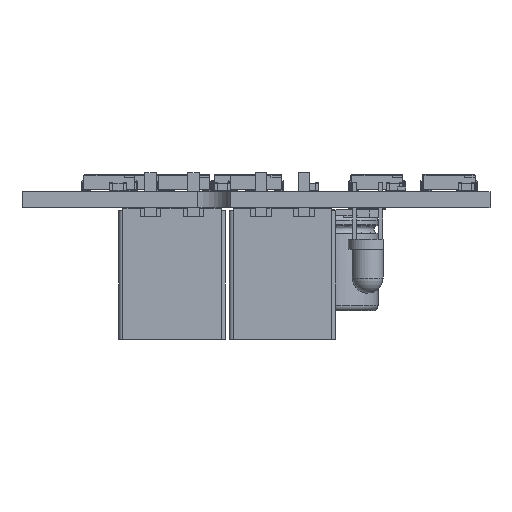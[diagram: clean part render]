
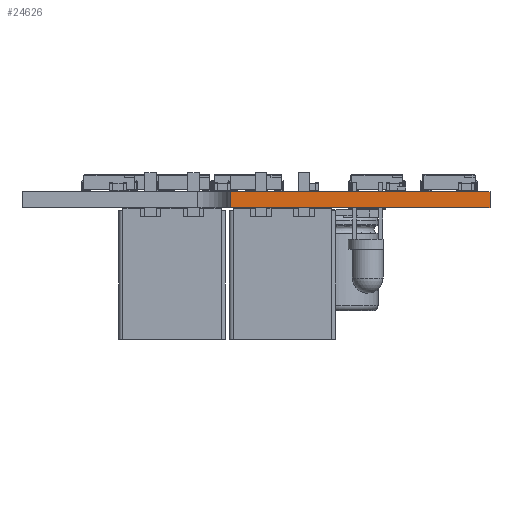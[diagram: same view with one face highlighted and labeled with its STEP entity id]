
A CAD part, front view. The second image highlights one B-rep face of the part: STEP entity #24626.
In plain terms, the highlighted planar face has unit normal (0, -1, 0).
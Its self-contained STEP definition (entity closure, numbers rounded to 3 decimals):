
#23257 = PLANE('',#23258);
#23258 = AXIS2_PLACEMENT_3D('',#23259,#23260,#23261);
#23259 = CARTESIAN_POINT('',(146.686,-99.671,1.6));
#23260 = DIRECTION('',(0.,0.,1.));
#23261 = DIRECTION('',(1.,0.,0.));
#23311 = PLANE('',#23312);
#23312 = AXIS2_PLACEMENT_3D('',#23313,#23314,#23315);
#23313 = CARTESIAN_POINT('',(146.686,-99.671,0.));
#23314 = DIRECTION('',(0.,0.,1.));
#23315 = DIRECTION('',(1.,0.,0.));
#23344 = PLANE('',#23345);
#23345 = AXIS2_PLACEMENT_3D('',#23346,#23347,#23348);
#23346 = CARTESIAN_POINT('',(162.821,-160.512,0.));
#23347 = DIRECTION('',(-1.,0.,0.));
#23348 = DIRECTION('',(0.,1.,0.));
#23589 = VERTEX_POINT('',#23590);
#23590 = CARTESIAN_POINT('',(137.421,-160.512,0.));
#23604 = PLANE('',#23605);
#23605 = AXIS2_PLACEMENT_3D('',#23606,#23607,#23608);
#23606 = CARTESIAN_POINT('',(137.421,-140.827,0.));
#23607 = DIRECTION('',(1.,0.,0.));
#23608 = DIRECTION('',(0.,-1.,0.));
#23616 = EDGE_CURVE('',#23589,#23617,#23619,.T.);
#23617 = VERTEX_POINT('',#23618);
#23618 = CARTESIAN_POINT('',(162.821,-160.512,0.));
#23619 = SURFACE_CURVE('',#23620,(#23624,#23631),.PCURVE_S1.);
#23620 = LINE('',#23621,#23622);
#23621 = CARTESIAN_POINT('',(137.421,-160.512,0.));
#23622 = VECTOR('',#23623,1.);
#23623 = DIRECTION('',(1.,0.,0.));
#23624 = PCURVE('',#23311,#23625);
#23625 = DEFINITIONAL_REPRESENTATION('',(#23626),#23630);
#23626 = LINE('',#23627,#23628);
#23627 = CARTESIAN_POINT('',(-9.265,-60.841));
#23628 = VECTOR('',#23629,1.);
#23629 = DIRECTION('',(1.,0.));
#23630 = ( GEOMETRIC_REPRESENTATION_CONTEXT(2) 
PARAMETRIC_REPRESENTATION_CONTEXT() REPRESENTATION_CONTEXT('2D SPACE',''
  ) );
#23631 = PCURVE('',#23632,#23637);
#23632 = PLANE('',#23633);
#23633 = AXIS2_PLACEMENT_3D('',#23634,#23635,#23636);
#23634 = CARTESIAN_POINT('',(137.421,-160.512,0.));
#23635 = DIRECTION('',(0.,1.,0.));
#23636 = DIRECTION('',(1.,0.,0.));
#23637 = DEFINITIONAL_REPRESENTATION('',(#23638),#23642);
#23638 = LINE('',#23639,#23640);
#23639 = CARTESIAN_POINT('',(0.,0.));
#23640 = VECTOR('',#23641,1.);
#23641 = DIRECTION('',(1.,0.));
#23642 = ( GEOMETRIC_REPRESENTATION_CONTEXT(2) 
PARAMETRIC_REPRESENTATION_CONTEXT() REPRESENTATION_CONTEXT('2D SPACE',''
  ) );
#24168 = VERTEX_POINT('',#24169);
#24169 = CARTESIAN_POINT('',(137.421,-160.512,1.6));
#24190 = EDGE_CURVE('',#24168,#24191,#24193,.T.);
#24191 = VERTEX_POINT('',#24192);
#24192 = CARTESIAN_POINT('',(162.821,-160.512,1.6));
#24193 = SURFACE_CURVE('',#24194,(#24198,#24205),.PCURVE_S1.);
#24194 = LINE('',#24195,#24196);
#24195 = CARTESIAN_POINT('',(137.421,-160.512,1.6));
#24196 = VECTOR('',#24197,1.);
#24197 = DIRECTION('',(1.,0.,0.));
#24198 = PCURVE('',#23257,#24199);
#24199 = DEFINITIONAL_REPRESENTATION('',(#24200),#24204);
#24200 = LINE('',#24201,#24202);
#24201 = CARTESIAN_POINT('',(-9.265,-60.841));
#24202 = VECTOR('',#24203,1.);
#24203 = DIRECTION('',(1.,0.));
#24204 = ( GEOMETRIC_REPRESENTATION_CONTEXT(2) 
PARAMETRIC_REPRESENTATION_CONTEXT() REPRESENTATION_CONTEXT('2D SPACE',''
  ) );
#24205 = PCURVE('',#23632,#24206);
#24206 = DEFINITIONAL_REPRESENTATION('',(#24207),#24211);
#24207 = LINE('',#24208,#24209);
#24208 = CARTESIAN_POINT('',(0.,-1.6));
#24209 = VECTOR('',#24210,1.);
#24210 = DIRECTION('',(1.,0.));
#24211 = ( GEOMETRIC_REPRESENTATION_CONTEXT(2) 
PARAMETRIC_REPRESENTATION_CONTEXT() REPRESENTATION_CONTEXT('2D SPACE',''
  ) );
#24576 = EDGE_CURVE('',#23617,#24191,#24577,.T.);
#24577 = SURFACE_CURVE('',#24578,(#24582,#24589),.PCURVE_S1.);
#24578 = LINE('',#24579,#24580);
#24579 = CARTESIAN_POINT('',(162.821,-160.512,0.));
#24580 = VECTOR('',#24581,1.);
#24581 = DIRECTION('',(0.,0.,1.));
#24582 = PCURVE('',#23344,#24583);
#24583 = DEFINITIONAL_REPRESENTATION('',(#24584),#24588);
#24584 = LINE('',#24585,#24586);
#24585 = CARTESIAN_POINT('',(0.,0.));
#24586 = VECTOR('',#24587,1.);
#24587 = DIRECTION('',(0.,-1.));
#24588 = ( GEOMETRIC_REPRESENTATION_CONTEXT(2) 
PARAMETRIC_REPRESENTATION_CONTEXT() REPRESENTATION_CONTEXT('2D SPACE',''
  ) );
#24589 = PCURVE('',#23632,#24590);
#24590 = DEFINITIONAL_REPRESENTATION('',(#24591),#24595);
#24591 = LINE('',#24592,#24593);
#24592 = CARTESIAN_POINT('',(25.4,0.));
#24593 = VECTOR('',#24594,1.);
#24594 = DIRECTION('',(0.,-1.));
#24595 = ( GEOMETRIC_REPRESENTATION_CONTEXT(2) 
PARAMETRIC_REPRESENTATION_CONTEXT() REPRESENTATION_CONTEXT('2D SPACE',''
  ) );
#24626 = ADVANCED_FACE('',(#24627),#23632,.F.);
#24627 = FACE_BOUND('',#24628,.F.);
#24628 = EDGE_LOOP('',(#24629,#24650,#24651,#24652));
#24629 = ORIENTED_EDGE('',*,*,#24630,.T.);
#24630 = EDGE_CURVE('',#23589,#24168,#24631,.T.);
#24631 = SURFACE_CURVE('',#24632,(#24636,#24643),.PCURVE_S1.);
#24632 = LINE('',#24633,#24634);
#24633 = CARTESIAN_POINT('',(137.421,-160.512,0.));
#24634 = VECTOR('',#24635,1.);
#24635 = DIRECTION('',(0.,0.,1.));
#24636 = PCURVE('',#23632,#24637);
#24637 = DEFINITIONAL_REPRESENTATION('',(#24638),#24642);
#24638 = LINE('',#24639,#24640);
#24639 = CARTESIAN_POINT('',(0.,0.));
#24640 = VECTOR('',#24641,1.);
#24641 = DIRECTION('',(0.,-1.));
#24642 = ( GEOMETRIC_REPRESENTATION_CONTEXT(2) 
PARAMETRIC_REPRESENTATION_CONTEXT() REPRESENTATION_CONTEXT('2D SPACE',''
  ) );
#24643 = PCURVE('',#23604,#24644);
#24644 = DEFINITIONAL_REPRESENTATION('',(#24645),#24649);
#24645 = LINE('',#24646,#24647);
#24646 = CARTESIAN_POINT('',(19.685,0.));
#24647 = VECTOR('',#24648,1.);
#24648 = DIRECTION('',(0.,-1.));
#24649 = ( GEOMETRIC_REPRESENTATION_CONTEXT(2) 
PARAMETRIC_REPRESENTATION_CONTEXT() REPRESENTATION_CONTEXT('2D SPACE',''
  ) );
#24650 = ORIENTED_EDGE('',*,*,#24190,.T.);
#24651 = ORIENTED_EDGE('',*,*,#24576,.F.);
#24652 = ORIENTED_EDGE('',*,*,#23616,.F.);
